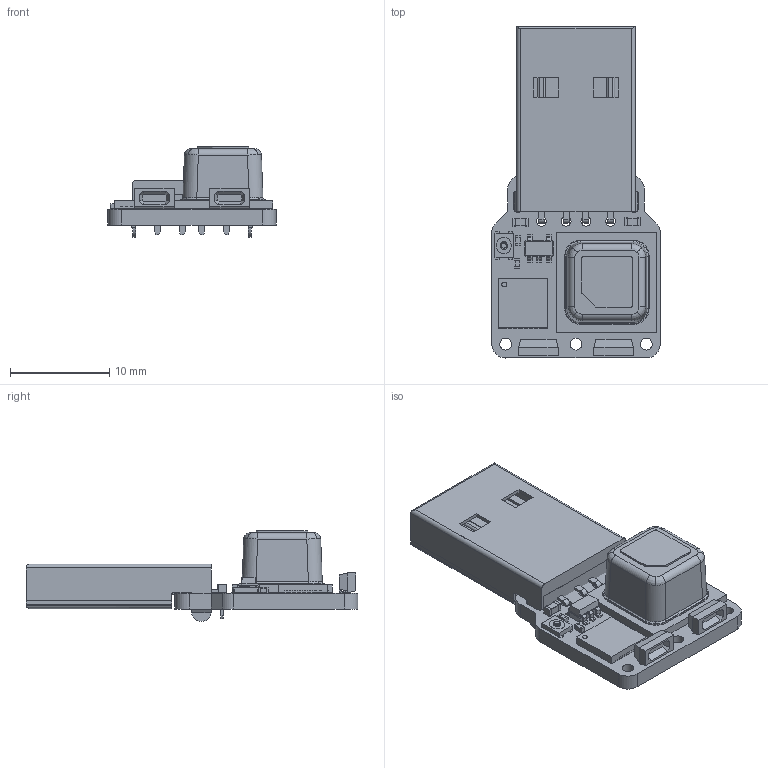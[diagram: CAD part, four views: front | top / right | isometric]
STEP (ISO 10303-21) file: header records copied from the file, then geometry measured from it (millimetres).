
FILE_DESCRIPTION(('KiCad electronic assembly'),'2;1');
FILE_NAME('miniCO2.step','2024-08-04T16:39:55',('Pcbnew'),('Kicad'), 'Open CASCADE STEP processor 7.8','KiCad to STEP converter','Unknown' );
FILE_SCHEMA(('AUTOMOTIVE_DESIGN { 1 0 10303 214 1 1 1 1 }'));
Length unit declared in the file: millimetre
Products named in the file (18): miniCO2 1; SOT-23-5; SOT_23_5; C_0603_1608Metric; a-usb_a-lp-c; PANASONIC_EVPAF7B70; Sensirion_CO2_Sensors_SCD4x_STEP_file; 149693-00_SCD4x_Datasheet; WS2812C-4020; C_0402_1005Metric; QFN-32-1EP_5x5mm_P0.5mm_EP3.3x3.3mm; QFN_32_1EP_5x5mm_P05mm_EP33x33mm; miniCO2_PCB
Assembly tree (20 placements, depth 3):
  miniCO2 1
    SOT-23-5
      SOT_23_5
    C_0603_1608Metric  x2
      C_0603_1608Metric
    a-usb_a-lp-c
      a-usb_a-lp-c
    PANASONIC_EVPAF7B70
      PANASONIC_EVPAF7B70
    Sensirion_CO2_Sensors_SCD4x_STEP_file
      149693-00_SCD4x_Datasheet
    WS2812C-4020  x2
      WS2812C-4020
    C_0402_1005Metric  x2
      C_0402_1005Metric
    QFN-32-1EP_5x5mm_P0.5mm_EP3.3x3.3mm
      QFN_32_1EP_5x5mm_P05mm_EP33x33mm
    miniCO2_PCB
Bounding box: 17 x 33.5 x 9.18 mm (x, y, z)
Volume: 1506.7 mm3; surface area: 2512.8 mm2
Topology: 20 solids, 20 shells, 1049 faces, 2799 edges, 1844 vertices
Faces by surface type: plane 700, cylinder 248, bspline 97, torus 4
Full cylindrical faces by diameter (mm): 0.5 x1, 1 x6, 1.2 x3, 1.4 x2
Entity records: 34408 total; most frequent: CARTESIAN_POINT 5853, ORIENTED_EDGE 4928, DIRECTION 4372, EDGE_CURVE 2464, LINE 1818, VECTOR 1818, VERTEX_POINT 1622, AXIS2_PLACEMENT_3D 1277
